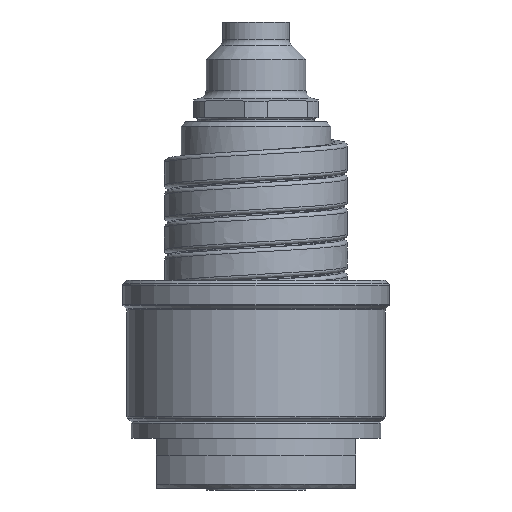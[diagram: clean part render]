
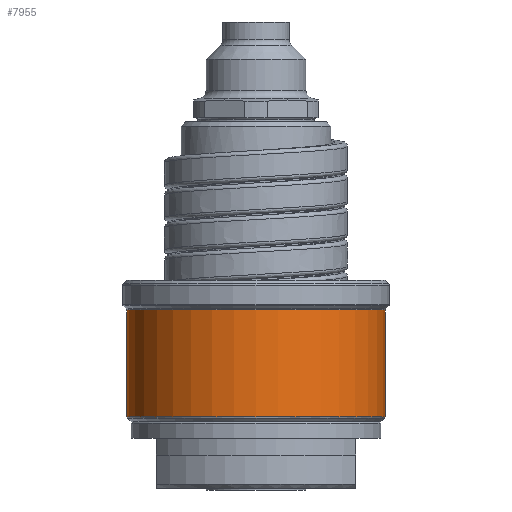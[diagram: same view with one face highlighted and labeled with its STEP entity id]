
A CAD part, front view. The second image highlights one B-rep face of the part: STEP entity #7955.
In plain terms, the highlighted cylindrical face has radius 15.5 mm (diameter 31 mm), a partial arc.
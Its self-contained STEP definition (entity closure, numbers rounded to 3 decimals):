
#1465=CARTESIAN_POINT('',(0.,0.,8.583));
#1466=DIRECTION('',(0.,0.,1.));
#1467=DIRECTION('',(-1.,0.,0.));
#1468=AXIS2_PLACEMENT_3D('',#1465,#1466,#1467);
#1470=DIRECTION('',(0.,0.,-1.));
#1471=VECTOR('',#1470,12.835);
#1472=CARTESIAN_POINT('',(-15.5,0.,21.417));
#1473=LINE('',#1472,#1471);
#1474=CARTESIAN_POINT('',(0.,0.,21.417));
#1475=DIRECTION('',(0.,0.,1.));
#1476=DIRECTION('',(-1.,0.,0.));
#1477=AXIS2_PLACEMENT_3D('',#1474,#1475,#1476);
#1479=DIRECTION('',(0.,0.,-1.));
#1480=VECTOR('',#1479,12.835);
#1481=CARTESIAN_POINT('',(15.5,0.,21.417));
#1482=LINE('',#1481,#1480);
#5557=CARTESIAN_POINT('',(15.5,0.,21.417));
#5558=CARTESIAN_POINT('',(-15.5,0.,21.417));
#5559=VERTEX_POINT('',#5557);
#5560=VERTEX_POINT('',#5558);
#5583=CARTESIAN_POINT('',(15.5,0.,8.583));
#5584=VERTEX_POINT('',#5583);
#5585=CARTESIAN_POINT('',(-15.5,0.,8.583));
#5586=VERTEX_POINT('',#5585);
#7943=CARTESIAN_POINT('',(0.,0.,7.15));
#7944=DIRECTION('',(0.,0.,1.));
#7945=DIRECTION('',(-1.,0.,0.));
#7946=AXIS2_PLACEMENT_3D('',#7943,#7944,#7945);
#7947=CYLINDRICAL_SURFACE('',#7946,15.5);
#7948=ORIENTED_EDGE('',*,*,#7915,.F.);
#7949=ORIENTED_EDGE('',*,*,#7933,.F.);
#7951=ORIENTED_EDGE('',*,*,#7950,.T.);
#7952=ORIENTED_EDGE('',*,*,#7929,.T.);
#7953=EDGE_LOOP('',(#7948,#7949,#7951,#7952));
#7954=FACE_OUTER_BOUND('',#7953,.F.);
#1469=CIRCLE('',#1468,15.5);
#1478=CIRCLE('',#1477,15.5);
#7915=EDGE_CURVE('',#5586,#5584,#1469,.T.);
#7929=EDGE_CURVE('',#5559,#5584,#1482,.T.);
#7933=EDGE_CURVE('',#5560,#5586,#1473,.T.);
#7950=EDGE_CURVE('',#5560,#5559,#1478,.T.);
#7955=ADVANCED_FACE('',(#7954),#7947,.T.);
